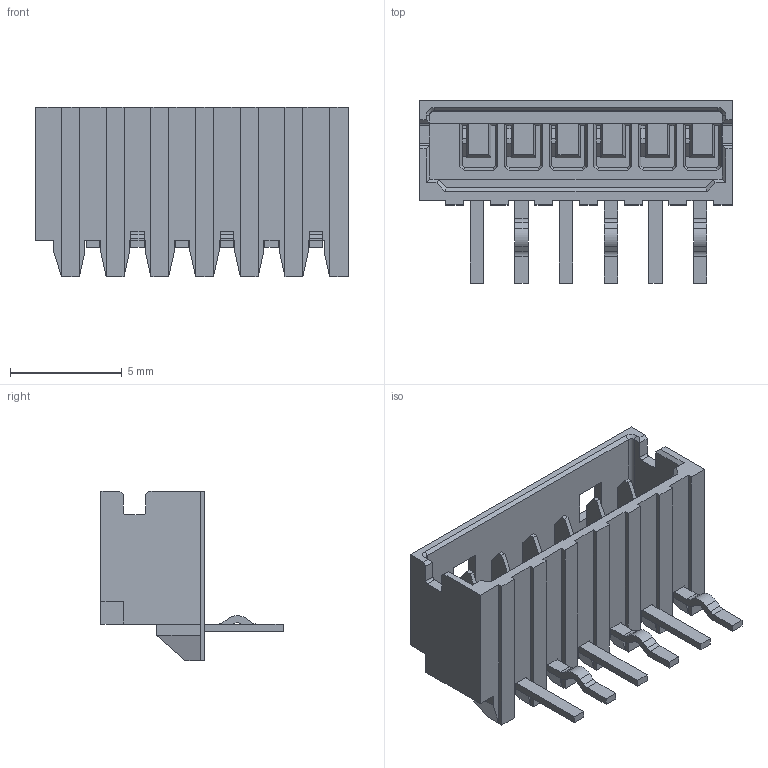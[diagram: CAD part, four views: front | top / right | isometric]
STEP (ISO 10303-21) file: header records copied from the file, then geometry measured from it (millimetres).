
FILE_DESCRIPTION((''),'2;1');
FILE_NAME('530150610','2016-09-27T',('rlalsangi'),(''),'PRO/ENGINEER BY PARAMETRIC TECHNOLOGY CORPORATION, 2012310','PRO/ENGINEER BY PARAMETRIC TECHNOLOGY CORPORATION, 2012310','');
FILE_SCHEMA(('CONFIG_CONTROL_DESIGN'));
Length unit declared in the file: millimetre
Products named in the file (1): 530150610
Bounding box: 14 x 8.15 x 7.6 mm (x, y, z)
Volume: 205.8 mm3; surface area: 696 mm2
Topology: 7 solids, 7 shells, 385 faces, 996 edges, 625 vertices
Faces by surface type: plane 356, cylinder 27, cone 2
Entity records: 11395 total; most frequent: CARTESIAN_POINT 1988, ORIENTED_EDGE 1954, DIRECTION 1836, EDGE_CURVE 977, VECTOR 928, LINE 928, VERTEX_POINT 606, AXIS2_PLACEMENT_3D 454
